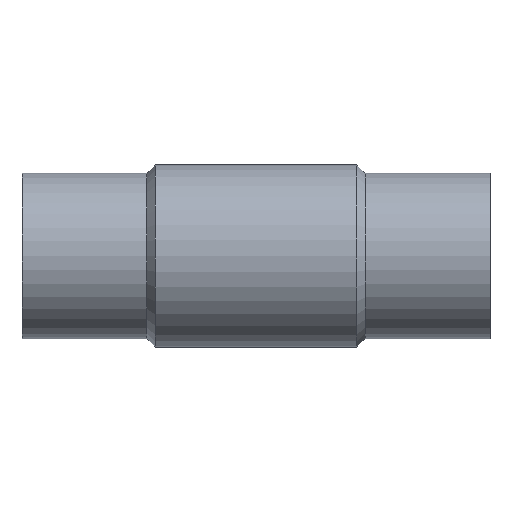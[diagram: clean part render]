
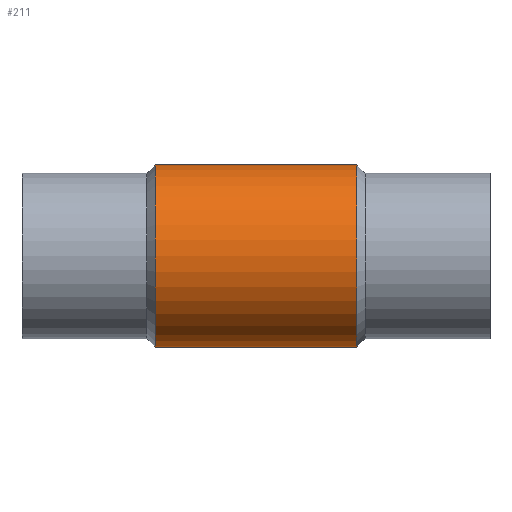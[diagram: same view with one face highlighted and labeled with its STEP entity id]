
A CAD part, top view. The second image highlights one B-rep face of the part: STEP entity #211.
In plain terms, the highlighted cylindrical face has radius 60.5 mm (diameter 121 mm), a full revolution.
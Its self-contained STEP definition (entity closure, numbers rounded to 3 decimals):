
#25=FACE_OUTER_BOUND('',#38,.T.);
#38=EDGE_LOOP('',(#149,#150,#151,#152,#153,#154,#155,#156,#157));
#56=B_SPLINE_CURVE_WITH_KNOTS('',3,(#416,#417,#418,#419,#420,#421,#422,
#423,#424,#425,#426,#427,#428,#429,#430,#431,#432,#433,#434,#435,#436,#437,
#438,#439,#440,#441,#442,#443,#444,#445,#446,#447,#448,#449),
 .UNSPECIFIED.,.F.,.F.,(4,2,2,2,2,2,2,2,2,2,2,2,2,2,2,2,4),(6.49,
7.296,8.103,8.909,9.715,10.531,
11.348,12.164,12.98,13.797,14.613,
15.429,16.246,17.052,17.858,18.664,
19.471),.UNSPECIFIED.);
#57=B_SPLINE_CURVE_WITH_KNOTS('',3,(#454,#455,#456,#457,#458,#459,#460,
#461,#462,#463,#464,#465,#466,#467,#468,#469,#470,#471),.UNSPECIFIED.,.F.,
 .F.,(4,2,2,2,2,2,2,2,4),(19.471,20.277,21.083,
21.889,22.696,23.512,24.328,25.145,
25.961),.UNSPECIFIED.);
#58=B_SPLINE_CURVE_WITH_KNOTS('',3,(#472,#473,#474,#475,#476,#477,#478,
#479,#480,#481,#482,#483,#484,#485,#486,#487,#488,#489),.UNSPECIFIED.,.F.,
 .F.,(4,2,2,2,2,2,2,2,4),(0.,0.816,1.633,2.449,
3.265,4.072,4.878,5.684,6.49),
 .UNSPECIFIED.);
#60=LINE('',#414,#72);
#61=LINE('',#451,#73);
#72=VECTOR('',#279,60.5);
#73=VECTOR('',#280,60.5);
#84=CIRCLE('',#246,60.5);
#85=CIRCLE('',#247,60.5);
#99=VERTEX_POINT('',#411);
#100=VERTEX_POINT('',#413);
#101=VERTEX_POINT('',#415);
#102=VERTEX_POINT('',#450);
#103=VERTEX_POINT('',#453);
#118=EDGE_CURVE('',#99,#99,#84,.T.);
#119=EDGE_CURVE('',#99,#100,#60,.T.);
#120=EDGE_CURVE('',#100,#101,#56,.T.);
#121=EDGE_CURVE('',#101,#102,#61,.T.);
#122=EDGE_CURVE('',#102,#102,#85,.T.);
#123=EDGE_CURVE('',#101,#103,#57,.T.);
#124=EDGE_CURVE('',#103,#100,#58,.T.);
#149=ORIENTED_EDGE('',*,*,#118,.F.);
#150=ORIENTED_EDGE('',*,*,#119,.T.);
#151=ORIENTED_EDGE('',*,*,#120,.T.);
#152=ORIENTED_EDGE('',*,*,#121,.T.);
#153=ORIENTED_EDGE('',*,*,#122,.T.);
#154=ORIENTED_EDGE('',*,*,#121,.F.);
#155=ORIENTED_EDGE('',*,*,#123,.T.);
#156=ORIENTED_EDGE('',*,*,#124,.T.);
#157=ORIENTED_EDGE('',*,*,#119,.F.);
#204=CYLINDRICAL_SURFACE('',#245,60.5);
#211=ADVANCED_FACE('',(#25),#204,.T.);
#245=AXIS2_PLACEMENT_3D('',#410,#275,#276);
#246=AXIS2_PLACEMENT_3D('',#412,#277,#278);
#247=AXIS2_PLACEMENT_3D('',#452,#281,#282);
#275=DIRECTION('center_axis',(-1.,0.,0.));
#276=DIRECTION('ref_axis',(0.,0.,1.));
#277=DIRECTION('center_axis',(-1.,0.,0.));
#278=DIRECTION('ref_axis',(0.,0.,1.));
#279=DIRECTION('',(1.,0.,0.));
#280=DIRECTION('',(1.,0.,0.));
#281=DIRECTION('center_axis',(-1.,0.,0.));
#282=DIRECTION('ref_axis',(0.,0.,1.));
#410=CARTESIAN_POINT('Origin',(0.,0.,0.));
#411=CARTESIAN_POINT('',(-67.,0.,-60.5));
#412=CARTESIAN_POINT('Origin',(-67.,0.,0.));
#413=CARTESIAN_POINT('',(-41.25,0.,-60.5));
#414=CARTESIAN_POINT('',(0.,0.,-60.5));
#415=CARTESIAN_POINT('',(41.25,0.,-60.5));
#416=CARTESIAN_POINT('Ctrl Pts',(-41.25,0.,-60.5));
#417=CARTESIAN_POINT('Ctrl Pts',(-41.25,-2.687,-60.5));
#418=CARTESIAN_POINT('Ctrl Pts',(-40.983,-5.438,-60.317));
#419=CARTESIAN_POINT('Ctrl Pts',(-39.892,-10.853,-59.581));
#420=CARTESIAN_POINT('Ctrl Pts',(-39.069,-13.518,-59.029));
#421=CARTESIAN_POINT('Ctrl Pts',(-36.932,-18.578,-57.637));
#422=CARTESIAN_POINT('Ctrl Pts',(-35.616,-20.98,-56.796));
#423=CARTESIAN_POINT('Ctrl Pts',(-32.62,-25.389,-54.967));
#424=CARTESIAN_POINT('Ctrl Pts',(-30.939,-27.397,-53.979));
#425=CARTESIAN_POINT('Ctrl Pts',(-27.375,-30.961,-52.018));
#426=CARTESIAN_POINT('Ctrl Pts',(-25.355,-32.647,-50.968));
#427=CARTESIAN_POINT('Ctrl Pts',(-20.947,-35.636,-48.925));
#428=CARTESIAN_POINT('Ctrl Pts',(-18.559,-36.94,-47.933));
#429=CARTESIAN_POINT('Ctrl Pts',(-13.531,-39.063,-46.219));
#430=CARTESIAN_POINT('Ctrl Pts',(-10.884,-39.883,-45.498));
#431=CARTESIAN_POINT('Ctrl Pts',(-5.48,-40.977,-44.516));
#432=CARTESIAN_POINT('Ctrl Pts',(-2.721,-41.25,-44.257));
#433=CARTESIAN_POINT('Ctrl Pts',(2.721,-41.25,-44.257));
#434=CARTESIAN_POINT('Ctrl Pts',(5.48,-40.977,-44.516));
#435=CARTESIAN_POINT('Ctrl Pts',(10.884,-39.883,-45.498));
#436=CARTESIAN_POINT('Ctrl Pts',(13.531,-39.063,-46.219));
#437=CARTESIAN_POINT('Ctrl Pts',(18.559,-36.94,-47.933));
#438=CARTESIAN_POINT('Ctrl Pts',(20.947,-35.636,-48.925));
#439=CARTESIAN_POINT('Ctrl Pts',(25.355,-32.647,-50.968));
#440=CARTESIAN_POINT('Ctrl Pts',(27.375,-30.961,-52.018));
#441=CARTESIAN_POINT('Ctrl Pts',(30.939,-27.397,-53.979));
#442=CARTESIAN_POINT('Ctrl Pts',(32.62,-25.389,-54.967));
#443=CARTESIAN_POINT('Ctrl Pts',(35.616,-20.98,-56.796));
#444=CARTESIAN_POINT('Ctrl Pts',(36.932,-18.578,-57.637));
#445=CARTESIAN_POINT('Ctrl Pts',(39.069,-13.518,-59.029));
#446=CARTESIAN_POINT('Ctrl Pts',(39.892,-10.853,-59.581));
#447=CARTESIAN_POINT('Ctrl Pts',(40.983,-5.438,-60.317));
#448=CARTESIAN_POINT('Ctrl Pts',(41.25,-2.687,-60.5));
#449=CARTESIAN_POINT('Ctrl Pts',(41.25,0.,-60.5));
#450=CARTESIAN_POINT('',(67.,0.,-60.5));
#451=CARTESIAN_POINT('',(0.,0.,-60.5));
#452=CARTESIAN_POINT('Origin',(67.,0.,0.));
#453=CARTESIAN_POINT('',(0.,41.25,-44.257));
#454=CARTESIAN_POINT('Ctrl Pts',(41.25,0.,-60.5));
#455=CARTESIAN_POINT('Ctrl Pts',(41.25,2.687,-60.5));
#456=CARTESIAN_POINT('Ctrl Pts',(40.983,5.438,-60.317));
#457=CARTESIAN_POINT('Ctrl Pts',(39.892,10.853,-59.581));
#458=CARTESIAN_POINT('Ctrl Pts',(39.069,13.518,-59.029));
#459=CARTESIAN_POINT('Ctrl Pts',(36.932,18.578,-57.637));
#460=CARTESIAN_POINT('Ctrl Pts',(35.616,20.98,-56.796));
#461=CARTESIAN_POINT('Ctrl Pts',(32.62,25.389,-54.967));
#462=CARTESIAN_POINT('Ctrl Pts',(30.939,27.397,-53.979));
#463=CARTESIAN_POINT('Ctrl Pts',(27.375,30.961,-52.018));
#464=CARTESIAN_POINT('Ctrl Pts',(25.355,32.647,-50.968));
#465=CARTESIAN_POINT('Ctrl Pts',(20.947,35.636,-48.925));
#466=CARTESIAN_POINT('Ctrl Pts',(18.559,36.94,-47.933));
#467=CARTESIAN_POINT('Ctrl Pts',(13.531,39.063,-46.219));
#468=CARTESIAN_POINT('Ctrl Pts',(10.884,39.883,-45.498));
#469=CARTESIAN_POINT('Ctrl Pts',(5.48,40.977,-44.516));
#470=CARTESIAN_POINT('Ctrl Pts',(2.721,41.25,-44.257));
#471=CARTESIAN_POINT('Ctrl Pts',(0.,41.25,-44.257));
#472=CARTESIAN_POINT('Ctrl Pts',(0.,41.25,-44.257));
#473=CARTESIAN_POINT('Ctrl Pts',(-2.721,41.25,-44.257));
#474=CARTESIAN_POINT('Ctrl Pts',(-5.48,40.977,-44.516));
#475=CARTESIAN_POINT('Ctrl Pts',(-10.884,39.883,-45.498));
#476=CARTESIAN_POINT('Ctrl Pts',(-13.531,39.063,-46.219));
#477=CARTESIAN_POINT('Ctrl Pts',(-18.559,36.94,-47.933));
#478=CARTESIAN_POINT('Ctrl Pts',(-20.947,35.636,-48.925));
#479=CARTESIAN_POINT('Ctrl Pts',(-25.355,32.647,-50.968));
#480=CARTESIAN_POINT('Ctrl Pts',(-27.375,30.961,-52.018));
#481=CARTESIAN_POINT('Ctrl Pts',(-30.939,27.397,-53.979));
#482=CARTESIAN_POINT('Ctrl Pts',(-32.62,25.389,-54.967));
#483=CARTESIAN_POINT('Ctrl Pts',(-35.616,20.98,-56.796));
#484=CARTESIAN_POINT('Ctrl Pts',(-36.932,18.578,-57.637));
#485=CARTESIAN_POINT('Ctrl Pts',(-39.069,13.518,-59.029));
#486=CARTESIAN_POINT('Ctrl Pts',(-39.892,10.853,-59.581));
#487=CARTESIAN_POINT('Ctrl Pts',(-40.983,5.438,-60.317));
#488=CARTESIAN_POINT('Ctrl Pts',(-41.25,2.687,-60.5));
#489=CARTESIAN_POINT('Ctrl Pts',(-41.25,0.,-60.5));
